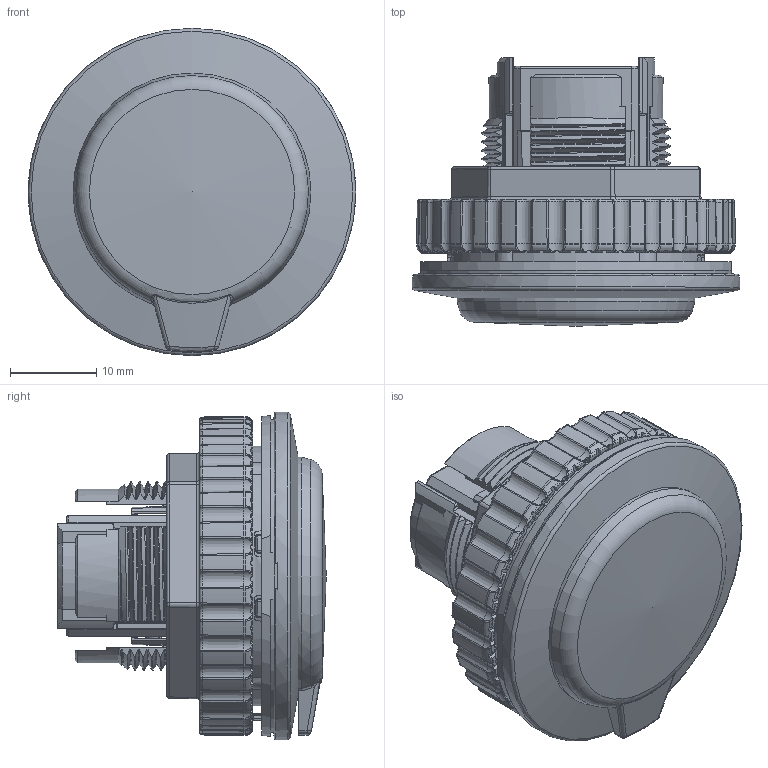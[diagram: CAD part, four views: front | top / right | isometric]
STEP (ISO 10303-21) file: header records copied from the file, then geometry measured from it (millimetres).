
FILE_DESCRIPTION(/* description */ (''),/* implementation_level */ '2;1');
FILE_NAME(/* name */ 'FILE_STP_CAD_DRAWING_3d_LPFD06_prt.stp',/* time_stamp */ '2022-02-04T08:42:38+01:00',/* author */ (''),/* organization */ (''),/* preprocessor_version */ 'ST-DEVELOPER v16.7',/* originating_system */ 'SIEMENS PLM Software NX 12.0',/* authorisation */ '');
FILE_SCHEMA (('AUTOMOTIVE_DESIGN { 1 0 10303 214 3 1 1 1 }'));
Length unit declared in the file: millimetre
Products named in the file (1): 3d_LPFD06
Bounding box: 38 x 31.15 x 38 mm (x, y, z)
Surface area: 11322.4 mm2 (no closed solid volume)
Topology: 0 solids, 10 shells, 1591 faces, 5276 edges, 3521 vertices
Faces by surface type: plane 512, bspline 398, cylinder 284, torus 223, cone 146, sphere 28
Full cylindrical faces by diameter (mm): 1.8 x1, 27.6 x1, 28 x1, 38 x1
Entity records: 126688 total; most frequent: CARTESIAN_POINT 85404, ORIENTED_EDGE 8683, DIRECTION 7753, EDGE_CURVE 5189, VERTEX_POINT 3511, AXIS2_PLACEMENT_3D 3046, B_SPLINE_CURVE_WITH_KNOTS 1677, LINE 1661
